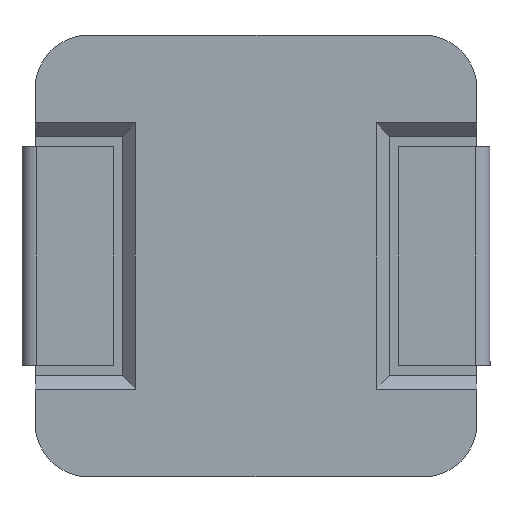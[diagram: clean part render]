
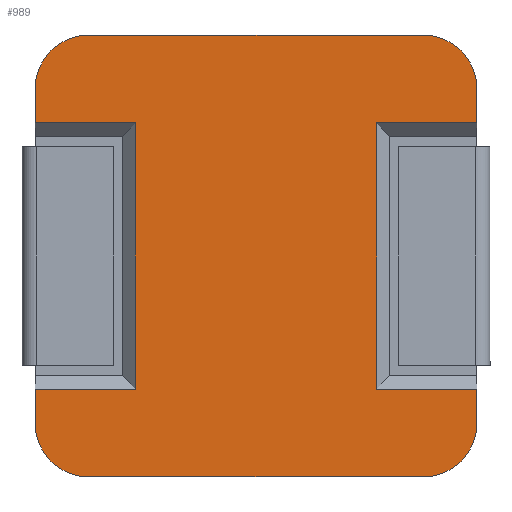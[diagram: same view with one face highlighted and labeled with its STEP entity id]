
A CAD part, front view. The second image highlights one B-rep face of the part: STEP entity #989.
In plain terms, the highlighted planar face has unit normal (0, -1, 0).
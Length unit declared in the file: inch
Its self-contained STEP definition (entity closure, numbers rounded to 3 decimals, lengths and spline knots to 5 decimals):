
#43 = EDGE_CURVE ( 'NONE', #229, #3765, #2014, .T. ) ;
#93 = CARTESIAN_POINT ( 'NONE',  ( 0.10522, 0.09557, 0.16298 ) ) ;
#139 = LINE ( 'NONE', #3867, #1159 ) ;
#170 = DIRECTION ( 'NONE',  ( 0., 1., 0. ) ) ;
#181 = CARTESIAN_POINT ( 'NONE',  ( -0.07278, 0.09557, 0.31638 ) ) ;
#229 = VERTEX_POINT ( 'NONE', #1262 ) ;
#236 = DIRECTION ( 'NONE',  ( 0., 1., 0. ) ) ;
#279 = VERTEX_POINT ( 'NONE', #2136 ) ;
#285 = CARTESIAN_POINT ( 'NONE',  ( 0.12982, 0.09557, 0.31638 ) ) ;
#304 = DIRECTION ( 'NONE',  ( 1., 0., 0. ) ) ;
#336 = CARTESIAN_POINT ( 'NONE',  ( -0.07278, 0.09557, 0.16298 ) ) ;
#341 = LINE ( 'NONE', #4061, #711 ) ;
#374 = LINE ( 'NONE', #4089, #593 ) ;
#379 = CARTESIAN_POINT ( 'NONE',  ( -0.02678, 0.09557, 0.31638 ) ) ;
#401 = DIRECTION ( 'NONE',  ( 0., 0., -1. ) ) ;
#478 = ORIENTED_EDGE ( 'NONE', *, *, #4104, .T. ) ;
#496 = VERTEX_POINT ( 'NONE', #657 ) ;
#513 = ORIENTED_EDGE ( 'NONE', *, *, #1547, .F. ) ;
#524 = CARTESIAN_POINT ( 'NONE',  ( -0.04818, 0.09557, 0.13838 ) ) ;
#547 = DIRECTION ( 'NONE',  ( -1., 0., 0. ) ) ;
#548 = ORIENTED_EDGE ( 'NONE', *, *, #2275, .T. ) ;
#593 = VECTOR ( 'NONE', #3685, 39.37008 ) ;
#605 = CARTESIAN_POINT ( 'NONE',  ( -0.04818, 0.09557, 0.31638 ) ) ;
#640 = CARTESIAN_POINT ( 'NONE',  ( 0.10522, 0.09557, 0.13838 ) ) ;
#657 = CARTESIAN_POINT ( 'NONE',  ( 0.12982, 0.09557, 0.16298 ) ) ;
#706 = ORIENTED_EDGE ( 'NONE', *, *, #4102, .F. ) ;
#711 = VECTOR ( 'NONE', #3656, 39.37008 ) ;
#755 = VECTOR ( 'NONE', #1633, 39.37008 ) ;
#756 = CARTESIAN_POINT ( 'NONE',  ( 0.10522, 0.09557, 0.30068 ) ) ;
#795 = CARTESIAN_POINT ( 'NONE',  ( -0.04818, 0.09557, 0.16298 ) ) ;
#802 = CARTESIAN_POINT ( 'NONE',  ( 0.12982, 0.09557, 0.17868 ) ) ;
#820 = LINE ( 'NONE', #379, #3085 ) ;
#833 = CARTESIAN_POINT ( 'NONE',  ( 0.12982, 0.09557, 0.31638 ) ) ;
#848 = VECTOR ( 'NONE', #1272, 39.37008 ) ;
#853 = ORIENTED_EDGE ( 'NONE', *, *, #3118, .T. ) ;
#957 = EDGE_CURVE ( 'NONE', #3540, #1443, #2231, .T. ) ;
#974 = CARTESIAN_POINT ( 'NONE',  ( 0.10522, 0.09557, 0.17868 ) ) ;
#989 = ADVANCED_FACE ( 'NONE', ( #2952 ), #1920, .F. ) ;
#1054 = CIRCLE ( 'NONE', #1087, 0.0246 ) ;
#1087 = AXIS2_PLACEMENT_3D ( 'NONE', #93, #3824, #3392 ) ;
#1092 = AXIS2_PLACEMENT_3D ( 'NONE', #795, #3217, #2758 ) ;
#1146 = LINE ( 'NONE', #285, #2168 ) ;
#1157 = VERTEX_POINT ( 'NONE', #640 ) ;
#1159 = VECTOR ( 'NONE', #3431, 39.37008 ) ;
#1162 = LINE ( 'NONE', #756, #3459 ) ;
#1169 = CARTESIAN_POINT ( 'NONE',  ( -0.04818, 0.09557, 0.34098 ) ) ;
#1250 = VERTEX_POINT ( 'NONE', #1169 ) ;
#1251 = ORIENTED_EDGE ( 'NONE', *, *, #2179, .F. ) ;
#1259 = ORIENTED_EDGE ( 'NONE', *, *, #1327, .F. ) ;
#1262 = CARTESIAN_POINT ( 'NONE',  ( 0.10522, 0.09557, 0.34098 ) ) ;
#1272 = DIRECTION ( 'NONE',  ( 1., 0., 0. ) ) ;
#1289 = CARTESIAN_POINT ( 'NONE',  ( -0.07278, 0.09557, 0.17868 ) ) ;
#1311 = EDGE_CURVE ( 'NONE', #3765, #1443, #3802, .T. ) ;
#1312 = VERTEX_POINT ( 'NONE', #3699 ) ;
#1327 = EDGE_CURVE ( 'NONE', #3465, #496, #1146, .T. ) ;
#1373 = DIRECTION ( 'NONE',  ( 1., 0., 0. ) ) ;
#1397 = VERTEX_POINT ( 'NONE', #1289 ) ;
#1405 = CIRCLE ( 'NONE', #1863, 0.0246 ) ;
#1443 = VERTEX_POINT ( 'NONE', #2268 ) ;
#1529 = ORIENTED_EDGE ( 'NONE', *, *, #1959, .F. ) ;
#1547 = EDGE_CURVE ( 'NONE', #3264, #1250, #1405, .T. ) ;
#1560 = ORIENTED_EDGE ( 'NONE', *, *, #2167, .F. ) ;
#1607 = DIRECTION ( 'NONE',  ( 0., 0., 1. ) ) ;
#1627 = ORIENTED_EDGE ( 'NONE', *, *, #957, .T. ) ;
#1633 = DIRECTION ( 'NONE',  ( 0., 0., 1. ) ) ;
#1688 = CARTESIAN_POINT ( 'NONE',  ( -0.04818, 0.09557, 0.34098 ) ) ;
#1802 = CARTESIAN_POINT ( 'NONE',  ( 0.10522, 0.09557, 0.30068 ) ) ;
#1805 = LINE ( 'NONE', #974, #2467 ) ;
#1817 = EDGE_CURVE ( 'NONE', #496, #1157, #1054, .T. ) ;
#1850 = EDGE_CURVE ( 'NONE', #279, #3540, #139, .T. ) ;
#1863 = AXIS2_PLACEMENT_3D ( 'NONE', #605, #170, #3900 ) ;
#1920 = PLANE ( 'NONE',  #2705 ) ;
#1934 = CARTESIAN_POINT ( 'NONE',  ( 0.10522, 0.09557, 0.31638 ) ) ;
#1959 = EDGE_CURVE ( 'NONE', #1250, #229, #2125, .T. ) ;
#1994 = CIRCLE ( 'NONE', #1092, 0.0246 ) ;
#1996 = EDGE_LOOP ( 'NONE', ( #1259, #548, #3660, #1627, #2371, #2816, #1529, #513, #706, #853, #478, #2102, #2327, #1251, #1560, #2607 ) ) ;
#2014 = CIRCLE ( 'NONE', #3468, 0.0246 ) ;
#2044 = DIRECTION ( 'NONE',  ( 0., 1., 0. ) ) ;
#2069 = CARTESIAN_POINT ( 'NONE',  ( -0.07278, 0.09557, 0.31638 ) ) ;
#2102 = ORIENTED_EDGE ( 'NONE', *, *, #3622, .T. ) ;
#2125 = LINE ( 'NONE', #1688, #848 ) ;
#2136 = CARTESIAN_POINT ( 'NONE',  ( 0.08382, 0.09557, 0.17868 ) ) ;
#2167 = EDGE_CURVE ( 'NONE', #1157, #3016, #341, .T. ) ;
#2168 = VECTOR ( 'NONE', #4012, 39.37008 ) ;
#2172 = CARTESIAN_POINT ( 'NONE',  ( -0.02678, 0.09557, 0.17868 ) ) ;
#2179 = EDGE_CURVE ( 'NONE', #3016, #2719, #1994, .T. ) ;
#2203 = VECTOR ( 'NONE', #401, 39.37008 ) ;
#2229 = VERTEX_POINT ( 'NONE', #2172 ) ;
#2231 = LINE ( 'NONE', #1802, #2798 ) ;
#2268 = CARTESIAN_POINT ( 'NONE',  ( 0.12982, 0.09557, 0.30068 ) ) ;
#2275 = EDGE_CURVE ( 'NONE', #3465, #279, #374, .T. ) ;
#2327 = ORIENTED_EDGE ( 'NONE', *, *, #3504, .F. ) ;
#2371 = ORIENTED_EDGE ( 'NONE', *, *, #1311, .F. ) ;
#2447 = CARTESIAN_POINT ( 'NONE',  ( 0.10522, 0.09557, 0.31638 ) ) ;
#2467 = VECTOR ( 'NONE', #547, 39.37008 ) ;
#2472 = LINE ( 'NONE', #2069, #755 ) ;
#2607 = ORIENTED_EDGE ( 'NONE', *, *, #1817, .F. ) ;
#2705 = AXIS2_PLACEMENT_3D ( 'NONE', #2447, #2044, #1607 ) ;
#2719 = VERTEX_POINT ( 'NONE', #336 ) ;
#2758 = DIRECTION ( 'NONE',  ( 0., 0., -1. ) ) ;
#2798 = VECTOR ( 'NONE', #1373, 39.37008 ) ;
#2816 = ORIENTED_EDGE ( 'NONE', *, *, #43, .F. ) ;
#2844 = CARTESIAN_POINT ( 'NONE',  ( 0.12982, 0.09557, 0.31638 ) ) ;
#2952 = FACE_OUTER_BOUND ( 'NONE', #1996, .T. ) ;
#3016 = VERTEX_POINT ( 'NONE', #524 ) ;
#3017 = DIRECTION ( 'NONE',  ( 0., 0., 1. ) ) ;
#3085 = VECTOR ( 'NONE', #4091, 39.37008 ) ;
#3118 = EDGE_CURVE ( 'NONE', #3901, #1312, #1162, .T. ) ;
#3146 = VECTOR ( 'NONE', #3017, 39.37008 ) ;
#3163 = CARTESIAN_POINT ( 'NONE',  ( 0.08382, 0.09557, 0.30068 ) ) ;
#3217 = DIRECTION ( 'NONE',  ( 0., 1., 0. ) ) ;
#3264 = VERTEX_POINT ( 'NONE', #181 ) ;
#3392 = DIRECTION ( 'NONE',  ( 0., 0., -1. ) ) ;
#3431 = DIRECTION ( 'NONE',  ( 0., 0., 1. ) ) ;
#3459 = VECTOR ( 'NONE', #304, 39.37008 ) ;
#3465 = VERTEX_POINT ( 'NONE', #802 ) ;
#3468 = AXIS2_PLACEMENT_3D ( 'NONE', #1934, #236, #3970 ) ;
#3475 = CARTESIAN_POINT ( 'NONE',  ( -0.07278, 0.09557, 0.31638 ) ) ;
#3504 = EDGE_CURVE ( 'NONE', #2719, #1397, #3905, .T. ) ;
#3534 = CARTESIAN_POINT ( 'NONE',  ( -0.07278, 0.09557, 0.30068 ) ) ;
#3540 = VERTEX_POINT ( 'NONE', #3163 ) ;
#3622 = EDGE_CURVE ( 'NONE', #2229, #1397, #1805, .T. ) ;
#3656 = DIRECTION ( 'NONE',  ( -1., 0., 0. ) ) ;
#3660 = ORIENTED_EDGE ( 'NONE', *, *, #1850, .T. ) ;
#3685 = DIRECTION ( 'NONE',  ( -1., 0., 0. ) ) ;
#3699 = CARTESIAN_POINT ( 'NONE',  ( -0.02678, 0.09557, 0.30068 ) ) ;
#3765 = VERTEX_POINT ( 'NONE', #2844 ) ;
#3802 = LINE ( 'NONE', #833, #2203 ) ;
#3824 = DIRECTION ( 'NONE',  ( 0., 1., 0. ) ) ;
#3867 = CARTESIAN_POINT ( 'NONE',  ( 0.08382, 0.09557, 0.31638 ) ) ;
#3900 = DIRECTION ( 'NONE',  ( 0., 0., -1. ) ) ;
#3901 = VERTEX_POINT ( 'NONE', #3534 ) ;
#3905 = LINE ( 'NONE', #3475, #3146 ) ;
#3970 = DIRECTION ( 'NONE',  ( 0., 0., 1. ) ) ;
#4012 = DIRECTION ( 'NONE',  ( 0., 0., -1. ) ) ;
#4061 = CARTESIAN_POINT ( 'NONE',  ( -0.04818, 0.09557, 0.13838 ) ) ;
#4089 = CARTESIAN_POINT ( 'NONE',  ( 0.10522, 0.09557, 0.17868 ) ) ;
#4091 = DIRECTION ( 'NONE',  ( 0., 0., -1. ) ) ;
#4102 = EDGE_CURVE ( 'NONE', #3901, #3264, #2472, .T. ) ;
#4104 = EDGE_CURVE ( 'NONE', #1312, #2229, #820, .T. ) ;
